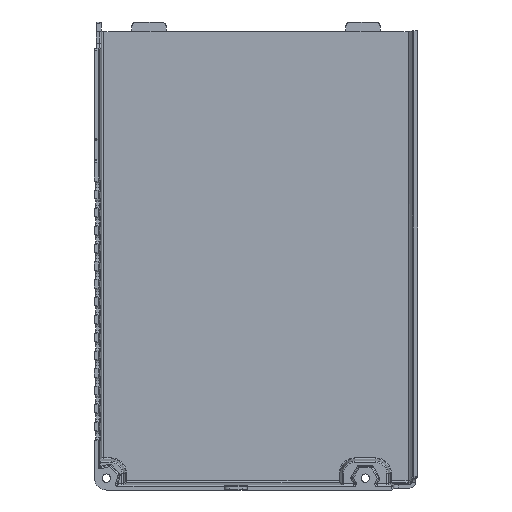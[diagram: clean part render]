
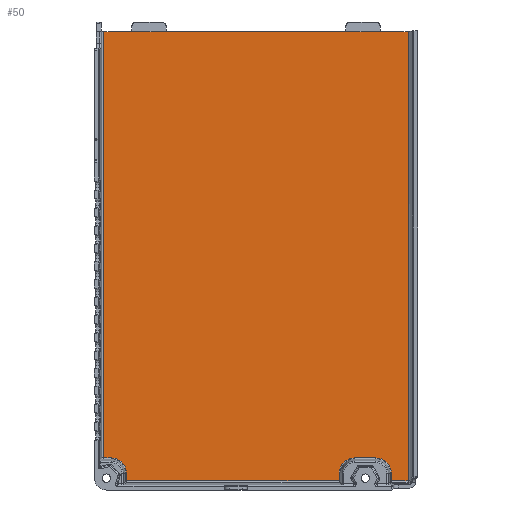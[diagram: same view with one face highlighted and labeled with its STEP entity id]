
A CAD part, front view. The second image highlights one B-rep face of the part: STEP entity #50.
In plain terms, the highlighted planar face has unit normal (0, -1, 0).
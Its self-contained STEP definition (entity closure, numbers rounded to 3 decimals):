
#35 = DIRECTION ( 'NONE',  ( 1., 0., 0. ) ) ;
#50 = ADVANCED_FACE ( 'NONE', ( #9299 ), #16169, .F. ) ;
#56 = DIRECTION ( 'NONE',  ( -1., 0., 0. ) ) ;
#94 = LINE ( 'NONE', #13578, #5876 ) ;
#108 = VERTEX_POINT ( 'NONE', #6229 ) ;
#299 = CARTESIAN_POINT ( 'NONE',  ( 91.02, 29., 0. ) ) ;
#360 = CIRCLE ( 'NONE', #2999, 6.497 ) ;
#781 = LINE ( 'NONE', #8467, #7785 ) ;
#794 = LINE ( 'NONE', #299, #5155 ) ;
#803 = EDGE_CURVE ( 'NONE', #6037, #9356, #12257, .T. ) ;
#925 = ORIENTED_EDGE ( 'NONE', *, *, #14893, .T. ) ;
#934 = CARTESIAN_POINT ( 'NONE',  ( 77.5, 29., -179.503 ) ) ;
#952 = DIRECTION ( 'NONE',  ( 0., 1., 0. ) ) ;
#1023 = VECTOR ( 'NONE', #8592, 1000. ) ;
#1236 = CARTESIAN_POINT ( 'NONE',  ( -25.35, 29., -0.009 ) ) ;
#1319 = VERTEX_POINT ( 'NONE', #13345 ) ;
#1387 = CARTESIAN_POINT ( 'NONE',  ( 62.003, 29., -186. ) ) ;
#1412 = CARTESIAN_POINT ( 'NONE',  ( 95., 29., 0. ) ) ;
#1473 = VERTEX_POINT ( 'NONE', #2196 ) ;
#1509 = VECTOR ( 'NONE', #56, 1000. ) ;
#1641 = DIRECTION ( 'NONE',  ( 0., 1., 0. ) ) ;
#1928 = LINE ( 'NONE', #14105, #11925 ) ;
#1950 = AXIS2_PLACEMENT_3D ( 'NONE', #6181, #952, #3621 ) ;
#2196 = CARTESIAN_POINT ( 'NONE',  ( 83.997, 29., -186. ) ) ;
#2386 = EDGE_LOOP ( 'NONE', ( #3207, #7210, #925, #10407, #9408, #15097, #11024, #3421, #9609, #10835, #13834, #16811, #4869, #6541, #7370, #14078, #8365, #8821 ) ) ;
#2445 = LINE ( 'NONE', #12296, #15578 ) ;
#2495 = CARTESIAN_POINT ( 'NONE',  ( 0., 29., -189.02 ) ) ;
#2839 = CARTESIAN_POINT ( 'NONE',  ( 0., 29., 0. ) ) ;
#2999 = AXIS2_PLACEMENT_3D ( 'NONE', #6246, #15387, #7550 ) ;
#3154 = VERTEX_POINT ( 'NONE', #9714 ) ;
#3207 = ORIENTED_EDGE ( 'NONE', *, *, #4495, .F. ) ;
#3325 = EDGE_CURVE ( 'NONE', #7845, #4925, #14856, .T. ) ;
#3421 = ORIENTED_EDGE ( 'NONE', *, *, #12227, .F. ) ;
#3440 = VECTOR ( 'NONE', #10550, 1000. ) ;
#3480 = DIRECTION ( 'NONE',  ( 0., 0., -1. ) ) ;
#3541 = DIRECTION ( 'NONE',  ( 1., 0., 0. ) ) ;
#3621 = DIRECTION ( 'NONE',  ( 0., 0., 1. ) ) ;
#3777 = EDGE_CURVE ( 'NONE', #108, #3154, #12537, .T. ) ;
#3950 = VECTOR ( 'NONE', #5418, 1000. ) ;
#4054 = VERTEX_POINT ( 'NONE', #14841 ) ;
#4079 = CARTESIAN_POINT ( 'NONE',  ( -25.32, 29., 0.876 ) ) ;
#4215 = DIRECTION ( 'NONE',  ( 0., 0., -1. ) ) ;
#4341 = CARTESIAN_POINT ( 'NONE',  ( -10.75, 29., 0. ) ) ;
#4425 = EDGE_CURVE ( 'NONE', #4453, #12612, #94, .T. ) ;
#4453 = VERTEX_POINT ( 'NONE', #7354 ) ;
#4459 = EDGE_CURVE ( 'NONE', #1319, #6224, #1928, .T. ) ;
#4495 = EDGE_CURVE ( 'NONE', #4453, #3154, #11532, .T. ) ;
#4854 = VERTEX_POINT ( 'NONE', #7556 ) ;
#4866 = VECTOR ( 'NONE', #10961, 1000. ) ;
#4869 = ORIENTED_EDGE ( 'NONE', *, *, #5888, .T. ) ;
#4925 = VERTEX_POINT ( 'NONE', #4341 ) ;
#5139 = VERTEX_POINT ( 'NONE', #1236 ) ;
#5155 = VECTOR ( 'NONE', #4215, 1000. ) ;
#5265 = CARTESIAN_POINT ( 'NONE',  ( -34., 29., -186. ) ) ;
#5345 = VECTOR ( 'NONE', #35, 1000. ) ;
#5358 = VECTOR ( 'NONE', #15287, 1000. ) ;
#5418 = DIRECTION ( 'NONE',  ( -0.035, 0., -0.999 ) ) ;
#5849 = DIRECTION ( 'NONE',  ( 0., 0., -1. ) ) ;
#5876 = VECTOR ( 'NONE', #14198, 1000. ) ;
#5888 = EDGE_CURVE ( 'NONE', #7845, #5139, #10873, .T. ) ;
#6037 = VERTEX_POINT ( 'NONE', #16239 ) ;
#6181 = CARTESIAN_POINT ( 'NONE',  ( 0., 29., 0. ) ) ;
#6224 = VERTEX_POINT ( 'NONE', #14194 ) ;
#6229 = CARTESIAN_POINT ( 'NONE',  ( -27.503, 29., -186. ) ) ;
#6246 = CARTESIAN_POINT ( 'NONE',  ( 77.5, 29., -186. ) ) ;
#6404 = VERTEX_POINT ( 'NONE', #16151 ) ;
#6541 = ORIENTED_EDGE ( 'NONE', *, *, #8076, .F. ) ;
#6548 = VERTEX_POINT ( 'NONE', #934 ) ;
#6598 = DIRECTION ( 'NONE',  ( 0., 0., 1. ) ) ;
#6633 = CARTESIAN_POINT ( 'NONE',  ( 83.997, 29., -189.02 ) ) ;
#6881 = EDGE_CURVE ( 'NONE', #6404, #4854, #11681, .T. ) ;
#6928 = LINE ( 'NONE', #1412, #3440 ) ;
#7018 = VECTOR ( 'NONE', #11958, 1000. ) ;
#7077 = EDGE_CURVE ( 'NONE', #13367, #6548, #11865, .T. ) ;
#7210 = ORIENTED_EDGE ( 'NONE', *, *, #4425, .T. ) ;
#7354 = CARTESIAN_POINT ( 'NONE',  ( 62.003, 29., -189.02 ) ) ;
#7370 = ORIENTED_EDGE ( 'NONE', *, *, #12737, .F. ) ;
#7550 = DIRECTION ( 'NONE',  ( 0., 0., 1. ) ) ;
#7556 = CARTESIAN_POINT ( 'NONE',  ( 79.385, 29., 0. ) ) ;
#7741 = VECTOR ( 'NONE', #3541, 1000. ) ;
#7785 = VECTOR ( 'NONE', #9726, 1000. ) ;
#7845 = VERTEX_POINT ( 'NONE', #12493 ) ;
#8076 = EDGE_CURVE ( 'NONE', #13286, #5139, #15374, .T. ) ;
#8336 = VECTOR ( 'NONE', #3480, 1000. ) ;
#8365 = ORIENTED_EDGE ( 'NONE', *, *, #16517, .T. ) ;
#8460 = EDGE_CURVE ( 'NONE', #6548, #1473, #360, .T. ) ;
#8467 = CARTESIAN_POINT ( 'NONE',  ( -37.02, 29., 0. ) ) ;
#8592 = DIRECTION ( 'NONE',  ( 1., 0., 0. ) ) ;
#8821 = ORIENTED_EDGE ( 'NONE', *, *, #3777, .T. ) ;
#9085 = EDGE_CURVE ( 'NONE', #1473, #9356, #2445, .T. ) ;
#9195 = CARTESIAN_POINT ( 'NONE',  ( 0., 29., -0.009 ) ) ;
#9269 = CARTESIAN_POINT ( 'NONE',  ( 68.5, 29., -179.503 ) ) ;
#9299 = FACE_OUTER_BOUND ( 'NONE', #2386, .T. ) ;
#9356 = VERTEX_POINT ( 'NONE', #6633 ) ;
#9408 = ORIENTED_EDGE ( 'NONE', *, *, #8460, .T. ) ;
#9484 = CARTESIAN_POINT ( 'NONE',  ( 68.5, 29., -186. ) ) ;
#9609 = ORIENTED_EDGE ( 'NONE', *, *, #10545, .F. ) ;
#9714 = CARTESIAN_POINT ( 'NONE',  ( -27.503, 29., -189.02 ) ) ;
#9726 = DIRECTION ( 'NONE',  ( 0., 0., 1. ) ) ;
#10190 = AXIS2_PLACEMENT_3D ( 'NONE', #5265, #14391, #6598 ) ;
#10407 = ORIENTED_EDGE ( 'NONE', *, *, #7077, .T. ) ;
#10545 = EDGE_CURVE ( 'NONE', #4854, #4054, #11164, .T. ) ;
#10550 = DIRECTION ( 'NONE',  ( 1., 0., 0. ) ) ;
#10554 = CARTESIAN_POINT ( 'NONE',  ( 0., 29., 0. ) ) ;
#10787 = DIRECTION ( 'NONE',  ( 0., 0., 1. ) ) ;
#10835 = ORIENTED_EDGE ( 'NONE', *, *, #6881, .F. ) ;
#10873 = LINE ( 'NONE', #4079, #3950 ) ;
#10961 = DIRECTION ( 'NONE',  ( 1., 0., 0. ) ) ;
#11024 = ORIENTED_EDGE ( 'NONE', *, *, #803, .F. ) ;
#11099 = CARTESIAN_POINT ( 'NONE',  ( 77.5, 29., -179.503 ) ) ;
#11164 = LINE ( 'NONE', #16610, #7741 ) ;
#11532 = LINE ( 'NONE', #2495, #1509 ) ;
#11681 = LINE ( 'NONE', #2839, #7018 ) ;
#11865 = LINE ( 'NONE', #11099, #1023 ) ;
#11925 = VECTOR ( 'NONE', #16808, 1000. ) ;
#11958 = DIRECTION ( 'NONE',  ( 1., 0., 0. ) ) ;
#12227 = EDGE_CURVE ( 'NONE', #4054, #6037, #794, .T. ) ;
#12257 = LINE ( 'NONE', #12542, #5358 ) ;
#12296 = CARTESIAN_POINT ( 'NONE',  ( 83.997, 29., -189.02 ) ) ;
#12493 = CARTESIAN_POINT ( 'NONE',  ( -25.35, 29., 0. ) ) ;
#12537 = LINE ( 'NONE', #16896, #8336 ) ;
#12542 = CARTESIAN_POINT ( 'NONE',  ( 0., 29., -189.02 ) ) ;
#12612 = VERTEX_POINT ( 'NONE', #1387 ) ;
#12737 = EDGE_CURVE ( 'NONE', #1319, #13286, #781, .T. ) ;
#13286 = VERTEX_POINT ( 'NONE', #14248 ) ;
#13345 = CARTESIAN_POINT ( 'NONE',  ( -37.02, 29., -179.503 ) ) ;
#13367 = VERTEX_POINT ( 'NONE', #9269 ) ;
#13578 = CARTESIAN_POINT ( 'NONE',  ( 62.003, 29., -186. ) ) ;
#13760 = EDGE_CURVE ( 'NONE', #4925, #6404, #6928, .T. ) ;
#13834 = ORIENTED_EDGE ( 'NONE', *, *, #13760, .F. ) ;
#14078 = ORIENTED_EDGE ( 'NONE', *, *, #4459, .T. ) ;
#14105 = CARTESIAN_POINT ( 'NONE',  ( -34., 29., -179.503 ) ) ;
#14194 = CARTESIAN_POINT ( 'NONE',  ( -34., 29., -179.503 ) ) ;
#14198 = DIRECTION ( 'NONE',  ( 0., 0., 1. ) ) ;
#14248 = CARTESIAN_POINT ( 'NONE',  ( -37.02, 29., -0.009 ) ) ;
#14391 = DIRECTION ( 'NONE',  ( 0., 1., 0. ) ) ;
#14616 = CIRCLE ( 'NONE', #10190, 6.497 ) ;
#14659 = AXIS2_PLACEMENT_3D ( 'NONE', #9484, #1641, #10787 ) ;
#14841 = CARTESIAN_POINT ( 'NONE',  ( 91.02, 29., 0. ) ) ;
#14856 = LINE ( 'NONE', #10554, #4866 ) ;
#14893 = EDGE_CURVE ( 'NONE', #12612, #13367, #16353, .T. ) ;
#15097 = ORIENTED_EDGE ( 'NONE', *, *, #9085, .T. ) ;
#15287 = DIRECTION ( 'NONE',  ( -1., 0., 0. ) ) ;
#15374 = LINE ( 'NONE', #9195, #5345 ) ;
#15387 = DIRECTION ( 'NONE',  ( 0., 1., 0. ) ) ;
#15578 = VECTOR ( 'NONE', #5849, 1000. ) ;
#16151 = CARTESIAN_POINT ( 'NONE',  ( 64.75, 29., 0. ) ) ;
#16169 = PLANE ( 'NONE',  #1950 ) ;
#16239 = CARTESIAN_POINT ( 'NONE',  ( 91.02, 29., -189.02 ) ) ;
#16353 = CIRCLE ( 'NONE', #14659, 6.497 ) ;
#16517 = EDGE_CURVE ( 'NONE', #6224, #108, #14616, .T. ) ;
#16610 = CARTESIAN_POINT ( 'NONE',  ( 95., 29., 0. ) ) ;
#16808 = DIRECTION ( 'NONE',  ( 1., 0., 0. ) ) ;
#16811 = ORIENTED_EDGE ( 'NONE', *, *, #3325, .F. ) ;
#16896 = CARTESIAN_POINT ( 'NONE',  ( -27.503, 29., -189.02 ) ) ;
